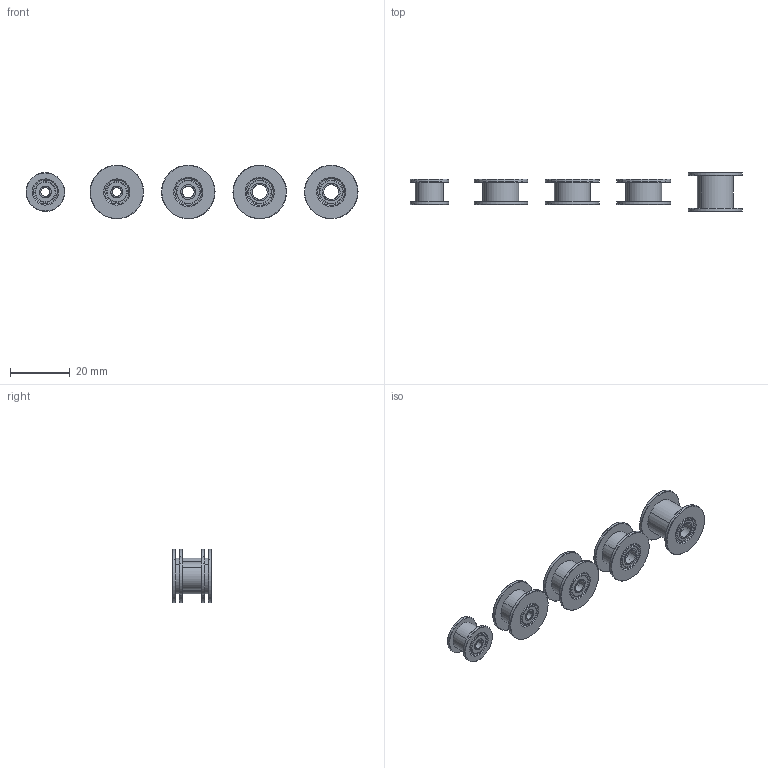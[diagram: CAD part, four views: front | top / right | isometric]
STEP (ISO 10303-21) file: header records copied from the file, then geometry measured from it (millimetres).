
FILE_DESCRIPTION (( 'STEP AP214' ), '1' );
FILE_NAME ('GT2 Idler Pulley, Configurable, Pulleys Lined Up in Assembly.STEP', '2020-09-21T21:29:08', ( '' ), ( '' ), 'SwSTEP 2.0', 'SolidWorks 2018', '' );
FILE_SCHEMA (( 'AUTOMOTIVE_DESIGN' ));
Length unit declared in the file: millimetre
Products named in the file (25): GT2 Idler Pulley, Configurable, Pulleys Lined Up in Assembly; Bearing Seal, GT2 Idler Pulley, Configurable_5 mm Bore; Body, GT2 Idler Pulley, Configurable_16T W6 B3 Without T; Bearing Ball, GT2 Idler Pulley, Configurable_2 mm; Bearing Ball, GT2 Idler Pulley, Configurable_1.4 mm; Bearing Seal, GT2 Idler Pulley, Configurable_4 mm Bore; Bearing Inner Ring, GT2 Idler Pulley, Configurable_4 mm Bore; Bearing Outer Ring, GT2 Idler Pulley, Configurable_4 mm Bore; GT2 Idler Pulley, Configurable_20T W6 B5 Without T; Bearing Subassy, GT2 Idler Pulley, Configurable_3 mm Bore; Body, GT2 Idler Pulley, Configurable_20T W6 B5 Without T; Bearing Outer Ring, GT2 Idler Pulley, Configurable_5 mm Bore; Body, GT2 Idler Pulley, Configurable_20T W10 B5 Without T; Bearing Subassy, GT2 Idler Pulley, Configurable_5 mm Bore; Bearing Subassy, GT2 Idler Pulley, Configurable_4 mm Bore; GT2 Idler Pulley, Configurable_20T W6 B4 Without T; Bearing Seal, GT2 Idler Pulley, Configurable_3 mm Bore; Body, GT2 Idler Pulley, Configurable_20T W6 B4 Without T; Bearing Outer Ring, GT2 Idler Pulley, Configurable_3 mm Bore; Body, GT2 Idler Pulley, Configurable_20T W6 B3 Without T; Bearing Inner Ring, GT2 Idler Pulley, Configurable_3 mm Bore; Bearing Inner Ring, GT2 Idler Pulley, Configurable_5 mm Bore; GT2 Idler Pulley, Configurable_16T W6 B3 Without T; GT2 Idler Pulley, Configurable_20T W10 B5 Without T; GT2 Idler Pulley, Configurable_20T W6 B3 Without T
Assembly tree (58 placements, depth 4):
  GT2 Idler Pulley, Configurable, Pulleys Lined Up in Assembly
    GT2 Idler Pulley, Configurable_16T W6 B3 Without T
      Body, GT2 Idler Pulley, Configurable_16T W6 B3 Without T
      Bearing Subassy, GT2 Idler Pulley, Configurable_3 mm Bore  x2
        Bearing Outer Ring, GT2 Idler Pulley, Configurable_3 mm Bore
        Bearing Inner Ring, GT2 Idler Pulley, Configurable_3 mm Bore
        Bearing Seal, GT2 Idler Pulley, Configurable_3 mm Bore
        Bearing Ball, GT2 Idler Pulley, Configurable_2 mm
    GT2 Idler Pulley, Configurable_20T W6 B3 Without T
      Body, GT2 Idler Pulley, Configurable_20T W6 B3 Without T
      Bearing Subassy, GT2 Idler Pulley, Configurable_3 mm Bore  x2
        Bearing Outer Ring, GT2 Idler Pulley, Configurable_3 mm Bore
        Bearing Inner Ring, GT2 Idler Pulley, Configurable_3 mm Bore
        Bearing Seal, GT2 Idler Pulley, Configurable_3 mm Bore
        Bearing Ball, GT2 Idler Pulley, Configurable_2 mm
    GT2 Idler Pulley, Configurable_20T W6 B4 Without T
      Body, GT2 Idler Pulley, Configurable_20T W6 B4 Without T
      Bearing Subassy, GT2 Idler Pulley, Configurable_4 mm Bore  x2
        Bearing Outer Ring, GT2 Idler Pulley, Configurable_4 mm Bore
        Bearing Inner Ring, GT2 Idler Pulley, Configurable_4 mm Bore
        Bearing Seal, GT2 Idler Pulley, Configurable_4 mm Bore
        Bearing Ball, GT2 Idler Pulley, Configurable_2 mm
    GT2 Idler Pulley, Configurable_20T W6 B5 Without T
      Body, GT2 Idler Pulley, Configurable_20T W6 B5 Without T
      Bearing Subassy, GT2 Idler Pulley, Configurable_5 mm Bore  x2
        Bearing Outer Ring, GT2 Idler Pulley, Configurable_5 mm Bore
        Bearing Inner Ring, GT2 Idler Pulley, Configurable_5 mm Bore
        Bearing Seal, GT2 Idler Pulley, Configurable_5 mm Bore
        Bearing Ball, GT2 Idler Pulley, Configurable_1.4 mm
    GT2 Idler Pulley, Configurable_20T W10 B5 Without T
      Body, GT2 Idler Pulley, Configurable_20T W10 B5 Without T
      Bearing Subassy, GT2 Idler Pulley, Configurable_5 mm Bore  x2
        Bearing Outer Ring, GT2 Idler Pulley, Configurable_5 mm Bore
        Bearing Inner Ring, GT2 Idler Pulley, Configurable_5 mm Bore
        Bearing Seal, GT2 Idler Pulley, Configurable_5 mm Bore
        Bearing Ball, GT2 Idler Pulley, Configurable_1.4 mm
Bounding box: 111.5 x 13 x 18 mm (x, y, z)
Volume: 4678.3 mm3; surface area: 11608.3 mm2
Topology: 133 solids, 133 shells, 746 faces, 1756 edges, 1120 vertices
Faces by surface type: cylinder 260, sphere 176, torus 140, plane 110, cone 60
Entity records: 7766 total; most frequent: DIRECTION 1462, CARTESIAN_POINT 1113, ORIENTED_EDGE 992, AXIS2_PLACEMENT_3D 647, EDGE_CURVE 496, CIRCLE 328, VERTEX_POINT 298, EDGE_LOOP 298
